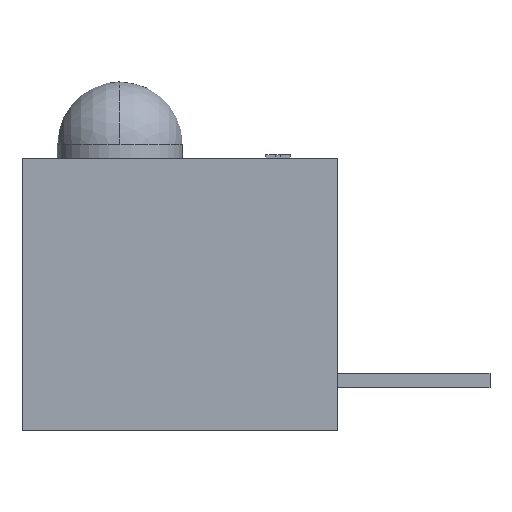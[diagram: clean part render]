
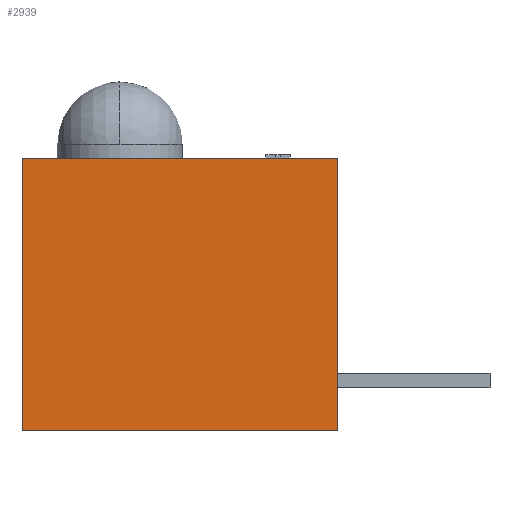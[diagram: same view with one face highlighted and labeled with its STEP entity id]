
A CAD part, left-side view. The second image highlights one B-rep face of the part: STEP entity #2939.
In plain terms, the highlighted planar face has unit normal (-1, 0, 0).
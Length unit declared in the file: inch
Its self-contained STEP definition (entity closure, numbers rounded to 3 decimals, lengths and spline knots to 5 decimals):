
#83 = CARTESIAN_POINT ( 'NONE',  ( -0.087, -0.145, -0.25 ) ) ;
#399 = VERTEX_POINT ( 'NONE', #1030 ) ;
#448 = VERTEX_POINT ( 'NONE', #2584 ) ;
#732 = ORIENTED_EDGE ( 'NONE', *, *, #2155, .F. ) ;
#821 = CARTESIAN_POINT ( 'NONE',  ( -0.087, 0.145, -0.25 ) ) ;
#848 = EDGE_CURVE ( 'NONE', #448, #1498, #1094, .T. ) ;
#1030 = CARTESIAN_POINT ( 'NONE',  ( -0.087, 0.145, 0. ) ) ;
#1094 = LINE ( 'NONE', #1122, #2805 ) ;
#1122 = CARTESIAN_POINT ( 'NONE',  ( -0.087, -0.145, -0.25 ) ) ;
#1176 = LINE ( 'NONE', #83, #3114 ) ;
#1181 = EDGE_CURVE ( 'NONE', #4257, #448, #1176, .T. ) ;
#1300 = VECTOR ( 'NONE', #4019, 39.37008 ) ;
#1386 = PLANE ( 'NONE',  #3514 ) ;
#1492 = DIRECTION ( 'NONE',  ( 0., -1., 0. ) ) ;
#1498 = VERTEX_POINT ( 'NONE', #2003 ) ;
#1598 = ORIENTED_EDGE ( 'NONE', *, *, #848, .T. ) ;
#1758 = DIRECTION ( 'NONE',  ( 0., 0., 1. ) ) ;
#2003 = CARTESIAN_POINT ( 'NONE',  ( -0.087, -0.145, 0. ) ) ;
#2030 = ORIENTED_EDGE ( 'NONE', *, *, #1181, .T. ) ;
#2098 = CARTESIAN_POINT ( 'NONE',  ( -0.087, -0.145, -0.25 ) ) ;
#2155 = EDGE_CURVE ( 'NONE', #399, #1498, #3345, .T. ) ;
#2232 = ORIENTED_EDGE ( 'NONE', *, *, #3469, .F. ) ;
#2465 = EDGE_LOOP ( 'NONE', ( #732, #2232, #2030, #1598 ) ) ;
#2584 = CARTESIAN_POINT ( 'NONE',  ( -0.087, -0.145, -0.25 ) ) ;
#2805 = VECTOR ( 'NONE', #4026, 39.37008 ) ;
#2889 = CARTESIAN_POINT ( 'NONE',  ( -0.087, 0.145, -0.25 ) ) ;
#2939 = ADVANCED_FACE ( 'NONE', ( #4038 ), #1386, .T. ) ;
#3008 = DIRECTION ( 'NONE',  ( 0., 0., 1. ) ) ;
#3114 = VECTOR ( 'NONE', #1492, 39.37008 ) ;
#3217 = VECTOR ( 'NONE', #3008, 39.37008 ) ;
#3345 = LINE ( 'NONE', #3978, #1300 ) ;
#3469 = EDGE_CURVE ( 'NONE', #4257, #399, #4182, .T. ) ;
#3514 = AXIS2_PLACEMENT_3D ( 'NONE', #2098, #3920, #1758 ) ;
#3920 = DIRECTION ( 'NONE',  ( -1., 0., 0. ) ) ;
#3978 = CARTESIAN_POINT ( 'NONE',  ( -0.087, -0.145, 0. ) ) ;
#4019 = DIRECTION ( 'NONE',  ( 0., -1., 0. ) ) ;
#4026 = DIRECTION ( 'NONE',  ( 0., 0., 1. ) ) ;
#4038 = FACE_OUTER_BOUND ( 'NONE', #2465, .T. ) ;
#4182 = LINE ( 'NONE', #821, #3217 ) ;
#4257 = VERTEX_POINT ( 'NONE', #2889 ) ;
